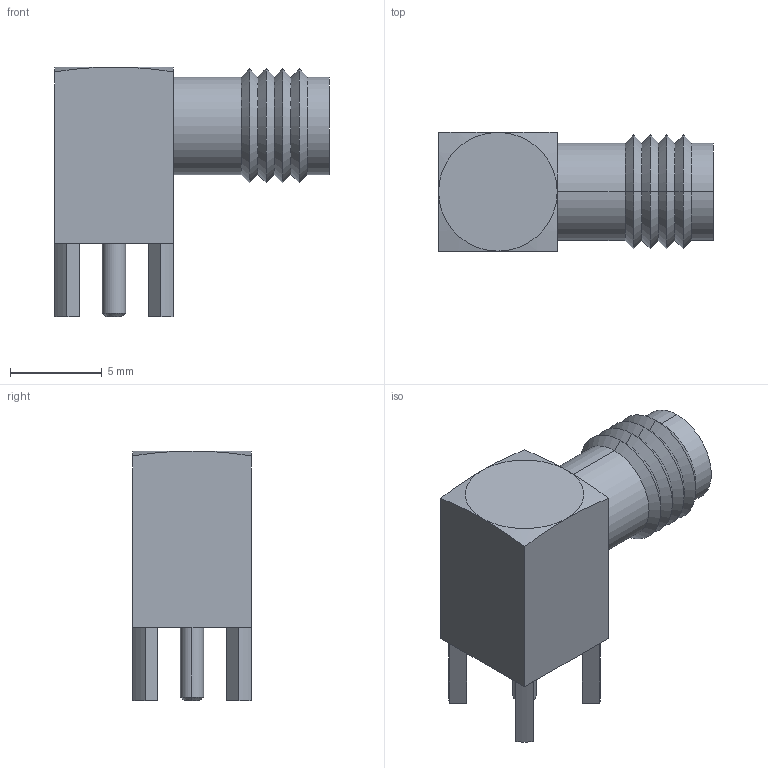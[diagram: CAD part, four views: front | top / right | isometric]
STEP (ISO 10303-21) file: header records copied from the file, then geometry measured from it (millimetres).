
FILE_DESCRIPTION((''),'2;1');
FILE_NAME('HUBER-SUHNER_85 SMA-50-0-101-111 NE.stp','2010-04-20T16:22:57',(''),(''),'Mechanical Desktop 2010','Mechanical Desktop 2010',', , ');
FILE_SCHEMA(('AUTOMOTIVE_DESIGN { 1 2 10303 214 1 1 1 1 }'));
Length unit declared in the file: millimetre
Products named in the file (1): Product
Bounding box: 14.96 x 6.46 x 13.6 mm (x, y, z)
Volume: 599.8 mm3; surface area: 778.3 mm2
Topology: 11 solids, 11 shells, 92 faces, 176 edges, 110 vertices
Faces by surface type: plane 38, cylinder 32, cone 18, sphere 4
Entity records: 2395 total; most frequent: DIRECTION 456, CARTESIAN_POINT 379, ORIENTED_EDGE 352, AXIS2_PLACEMENT_3D 187, EDGE_CURVE 176, VERTEX_POINT 110, EDGE_LOOP 100, CIRCLE 94
